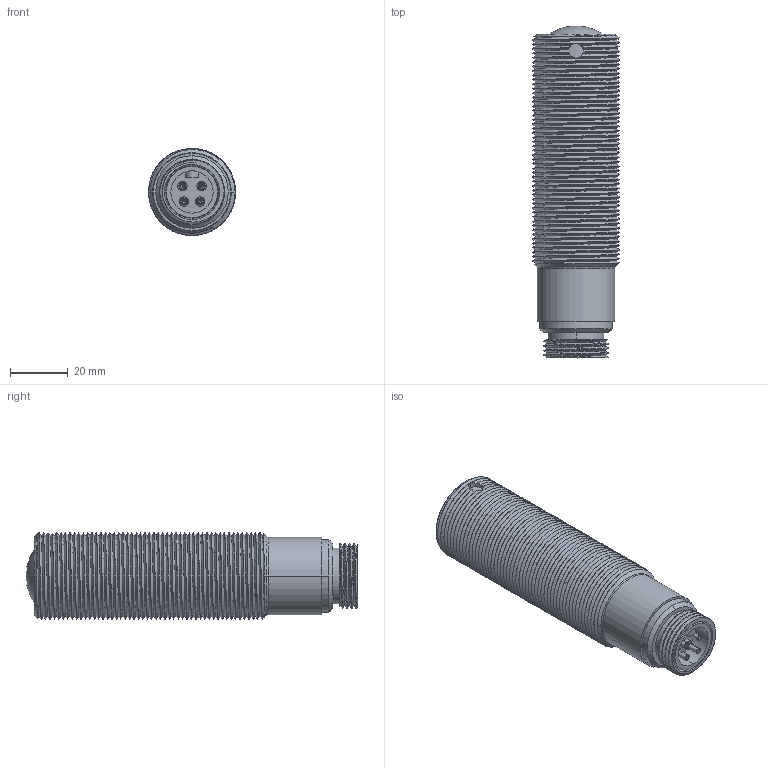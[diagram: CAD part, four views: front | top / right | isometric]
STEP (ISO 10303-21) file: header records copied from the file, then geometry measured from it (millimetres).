
FILE_DESCRIPTION((''),'2;1');
FILE_NAME('156695_SW','2011-02-09T',('banengservice'),('BANNER ENGINEERING'),'PRO/ENGINEER BY PARAMETRIC TECHNOLOGY CORPORATION, 2009141','PRO/ENGINEER BY PARAMETRIC TECHNOLOGY CORPORATION, 2009141','');
FILE_SCHEMA(('CONFIG_CONTROL_DESIGN'));
Length unit declared in the file: inch
Products named in the file (1): 156695_SW
Bounding box: 29.97 x 114.48 x 29.97 mm (x, y, z)
Volume: 27192 mm3; surface area: 29841.5 mm2
Topology: 2 solids, 2 shells, 364 faces, 891 edges, 557 vertices
Faces by surface type: cylinder 200, bspline 46, plane 46, cone 42, torus 26, sphere 4
Entity records: 37601 total; most frequent: CARTESIAN_POINT 29618, ORIENTED_EDGE 1754, DIRECTION 1454, EDGE_CURVE 877, AXIS2_PLACEMENT_3D 584, VERTEX_POINT 557, EDGE_LOOP 408, FACE_OUTER_BOUND 364
